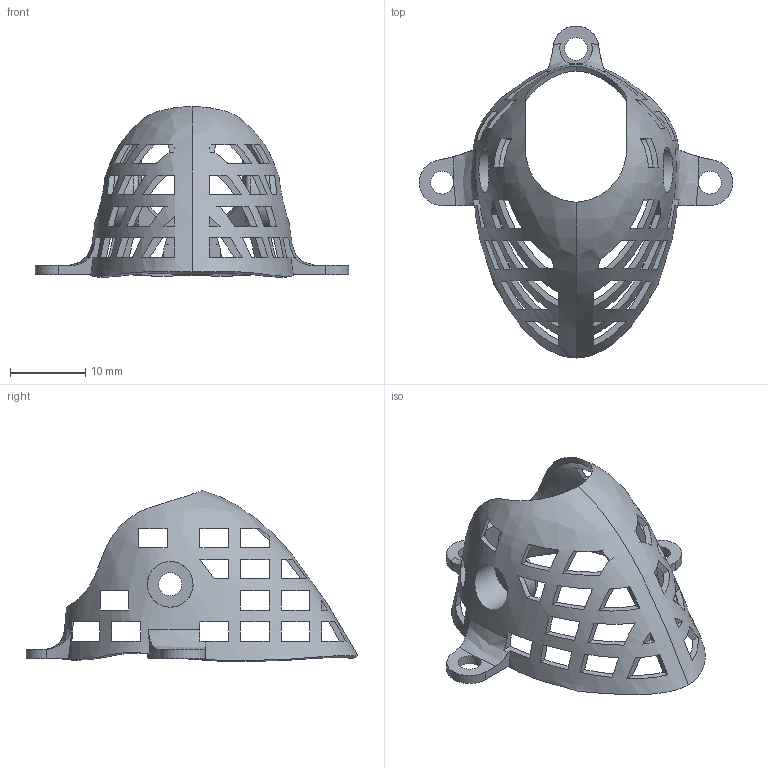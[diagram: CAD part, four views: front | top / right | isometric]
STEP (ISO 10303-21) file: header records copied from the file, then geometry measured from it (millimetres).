
FILE_DESCRIPTION(/* description */ ('','CAx-IF Rec.Pracs.---Representation and Presentation of Product Manufacturing Information (PMI)---4.0---2014-10-13'),/* implementation_level */ '2;1');
FILE_NAME(/* name */ 'Component - Canopy.step',/* time_stamp */ '2024-12-10T14:16:05-05:00',/* author */ (''),/* organization */ (''),/* preprocessor_version */ 'ST-DEVELOPER v20',/* originating_system */ 'Autodesk Translation Framework v13.20.0.188',/* authorisation */ '');
FILE_SCHEMA (('AP242_MANAGED_MODEL_BASED_3D_ENGINEERING_MIM_LF { 1 0 10303 442 1 1 4 }'));
Length unit declared in the file: inch
Products named in the file (1): Component - Canopy
Bounding box: 41.66 x 44.12 x 22.68 mm (x, y, z)
Volume: 1217 mm3; surface area: 3630.4 mm2
Topology: 1 solids, 1 shells, 202 faces, 610 edges, 408 vertices
Faces by surface type: plane 155, cylinder 23, bspline 20, torus 4
Full cylindrical faces by diameter (mm): 3.048 x3, 3.059 x2, 6.077 x2, 8.121 x2
Entity records: 8778 total; most frequent: CARTESIAN_POINT 3893, ORIENTED_EDGE 1220, DIRECTION 636, EDGE_CURVE 610, VERTEX_POINT 408, B_SPLINE_CURVE_WITH_KNOTS 386, EDGE_LOOP 272, AXIS2_PLACEMENT_3D 229
